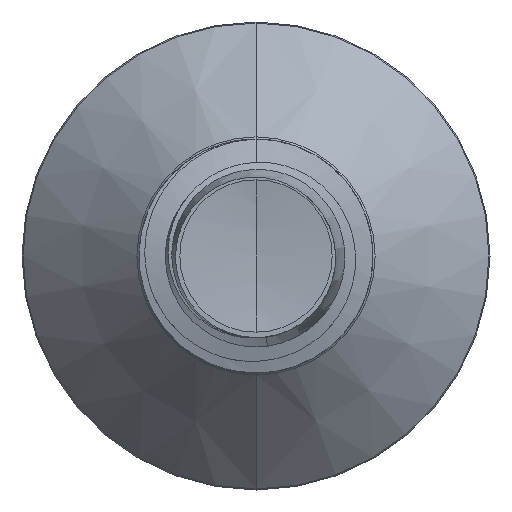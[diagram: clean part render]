
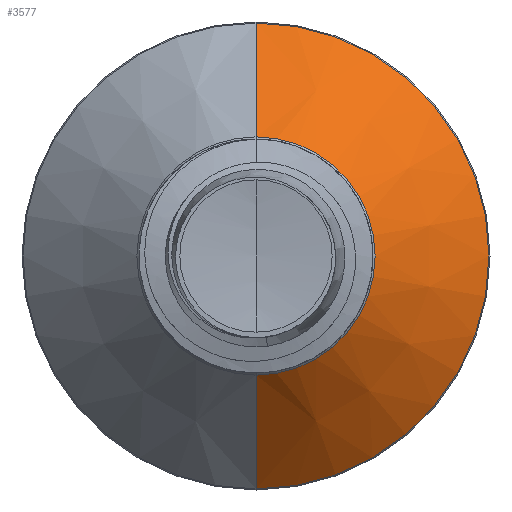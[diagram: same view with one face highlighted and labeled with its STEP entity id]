
A CAD part, front view. The second image highlights one B-rep face of the part: STEP entity #3577.
In plain terms, the highlighted conical face has half-angle 45 degrees and reference radius 1.782 mm.
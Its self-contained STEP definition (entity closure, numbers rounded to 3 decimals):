
#1792 = CARTESIAN_POINT ( 'NONE',  ( 0., 7.835, -3.485 ) ) ;
#1877 = FACE_OUTER_BOUND ( 'NONE', #11021, .T. ) ;
#3201 = CARTESIAN_POINT ( 'NONE',  ( 0., 6.132, 1.782 ) ) ;
#3267 = DIRECTION ( 'NONE',  ( 0., 1., 0. ) ) ;
#3577 = ADVANCED_FACE ( 'NONE', ( #1877 ), #6105, .T. ) ;
#3623 = DIRECTION ( 'NONE',  ( 0., 1., 0. ) ) ;
#4311 = CARTESIAN_POINT ( 'NONE',  ( 0., 6.132, 1.782 ) ) ;
#4320 = DIRECTION ( 'NONE',  ( 0., 0., 1. ) ) ;
#4400 = CARTESIAN_POINT ( 'NONE',  ( 0., 6.132, 0. ) ) ;
#5301 = CIRCLE ( 'NONE', #17048, 3.485 ) ;
#5617 = CARTESIAN_POINT ( 'NONE',  ( 0., 6.132, -1.782 ) ) ;
#5638 = AXIS2_PLACEMENT_3D ( 'NONE', #4400, #3623, #4320 ) ;
#6105 = CONICAL_SURFACE ( 'NONE', #5638, 1.782, 0.785 ) ;
#6359 = EDGE_CURVE ( 'NONE', #18948, #7717, #5301, .T. ) ;
#7717 = VERTEX_POINT ( 'NONE', #1792 ) ;
#7761 = LINE ( 'NONE', #5617, #20833 ) ;
#8941 = LINE ( 'NONE', #4311, #13504 ) ;
#8951 = CARTESIAN_POINT ( 'NONE',  ( 0., 6.132, -1.782 ) ) ;
#9651 = EDGE_CURVE ( 'NONE', #11798, #18948, #8941, .T. ) ;
#10683 = DIRECTION ( 'NONE',  ( 0., 0., 1. ) ) ;
#10707 = DIRECTION ( 'NONE',  ( 0., 1., 0. ) ) ;
#10732 = CARTESIAN_POINT ( 'NONE',  ( 0., 7.835, 0. ) ) ;
#11021 = EDGE_LOOP ( 'NONE', ( #11652, #12744, #13991, #15061 ) ) ;
#11306 = EDGE_CURVE ( 'NONE', #11798, #12536, #17115, .T. ) ;
#11652 = ORIENTED_EDGE ( 'NONE', *, *, #11306, .T. ) ;
#11798 = VERTEX_POINT ( 'NONE', #3201 ) ;
#12536 = VERTEX_POINT ( 'NONE', #8951 ) ;
#12699 = EDGE_CURVE ( 'NONE', #12536, #7717, #7761, .T. ) ;
#12744 = ORIENTED_EDGE ( 'NONE', *, *, #12699, .T. ) ;
#13504 = VECTOR ( 'NONE', #16441, 1000. ) ;
#13831 = CARTESIAN_POINT ( 'NONE',  ( 0., 6.132, 0. ) ) ;
#13991 = ORIENTED_EDGE ( 'NONE', *, *, #6359, .F. ) ;
#14178 = AXIS2_PLACEMENT_3D ( 'NONE', #13831, #3267, #16610 ) ;
#15061 = ORIENTED_EDGE ( 'NONE', *, *, #9651, .F. ) ;
#16441 = DIRECTION ( 'NONE',  ( 0., 0.707, 0.707 ) ) ;
#16610 = DIRECTION ( 'NONE',  ( 0., 0., 1. ) ) ;
#17048 = AXIS2_PLACEMENT_3D ( 'NONE', #10732, #10707, #10683 ) ;
#17115 = CIRCLE ( 'NONE', #14178, 1.782 ) ;
#17629 = DIRECTION ( 'NONE',  ( 0., 0.707, -0.707 ) ) ;
#18948 = VERTEX_POINT ( 'NONE', #19336 ) ;
#19336 = CARTESIAN_POINT ( 'NONE',  ( 0., 7.835, 3.485 ) ) ;
#20833 = VECTOR ( 'NONE', #17629, 1000. ) ;
